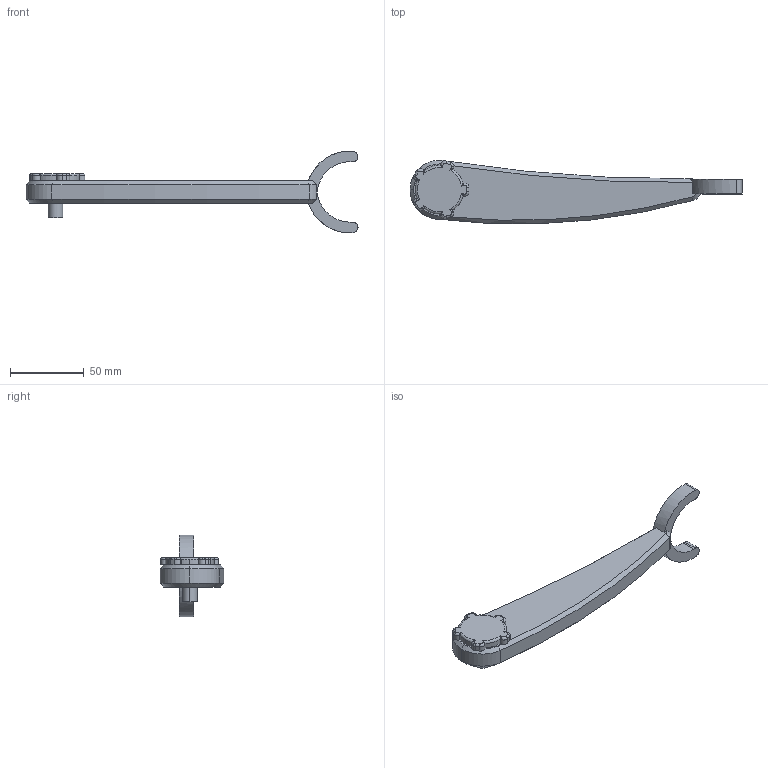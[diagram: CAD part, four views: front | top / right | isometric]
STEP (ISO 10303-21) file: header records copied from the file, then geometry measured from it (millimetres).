
FILE_DESCRIPTION (( 'STEP AP203' ), '1' );
FILE_NAME ('Part3_Default_sldprt.STEP', '2024-09-09T13:46:20', ( '' ), ( '' ), 'SwSTEP 2.0', 'SolidWorks 2024', '' );
FILE_SCHEMA (( 'CONFIG_CONTROL_DESIGN' ));
Length unit declared in the file: millimetre
Products named in the file (1): Part3_Default_sldprt
Bounding box: 225.15 x 43 x 55.43 mm (x, y, z)
Volume: 98101.5 mm3; surface area: 20737 mm2
Topology: 1 solids, 1 shells, 108 faces, 266 edges, 161 vertices
Faces by surface type: cylinder 50, plane 28, torus 19, cone 11
Entity records: 3359 total; most frequent: CARTESIAN_POINT 654, DIRECTION 608, ORIENTED_EDGE 532, EDGE_CURVE 266, AXIS2_PLACEMENT_3D 251, VERTEX_POINT 161, CIRCLE 142, EDGE_LOOP 109
